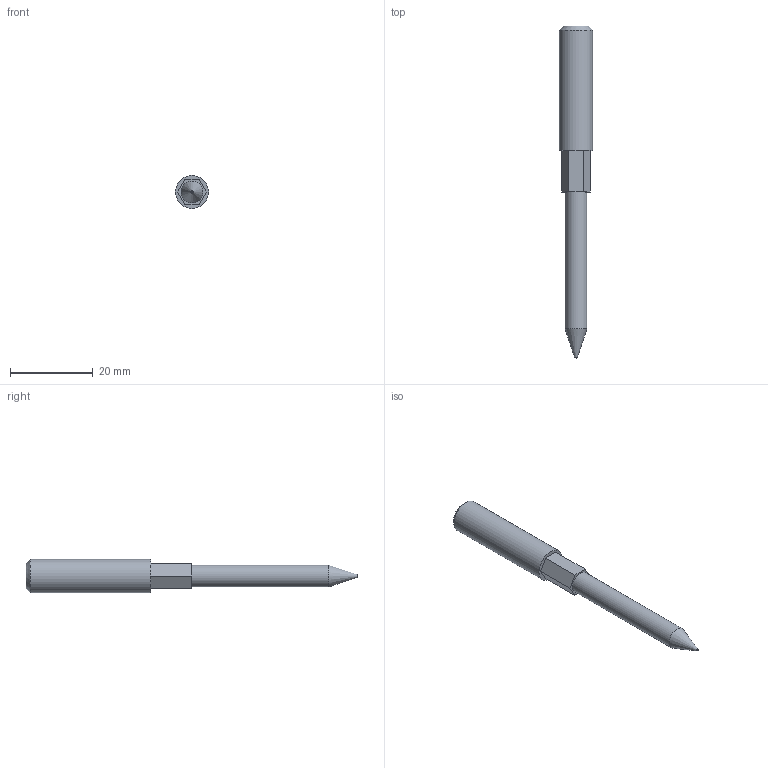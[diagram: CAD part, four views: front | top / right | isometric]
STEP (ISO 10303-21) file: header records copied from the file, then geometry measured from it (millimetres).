
FILE_DESCRIPTION (( 'STEP AP203' ), '1' );
FILE_NAME ('58341-ST-80.step', '2020-01-27T13:56:52', ( '' ), ( '' ), 'SwSTEP 2.0', 'SolidWorks 2015', '' );
FILE_SCHEMA (( 'CONFIG_CONTROL_DESIGN' ));
Length unit declared in the file: millimetre
Products named in the file (2): 58341-ST-80
Bounding box: 8 x 80 x 8 mm (x, y, z)
Volume: 2558.6 mm3; surface area: 1668.3 mm2
Topology: 1 solids, 20 shells, 314 faces, 774 edges, 513 vertices
Faces by surface type: bspline 128, plane 110, cone 62, cylinder 14
Full cylindrical faces by diameter (mm): 5.3 x1, 8 x1
Entity records: 15904 total; most frequent: CARTESIAN_POINT 9719, ORIENTED_EDGE 1536, EDGE_CURVE 768, DIRECTION 696, VERTEX_POINT 510, B_SPLINE_CURVE_WITH_KNOTS 441, EDGE_LOOP 330, VECTOR 298
